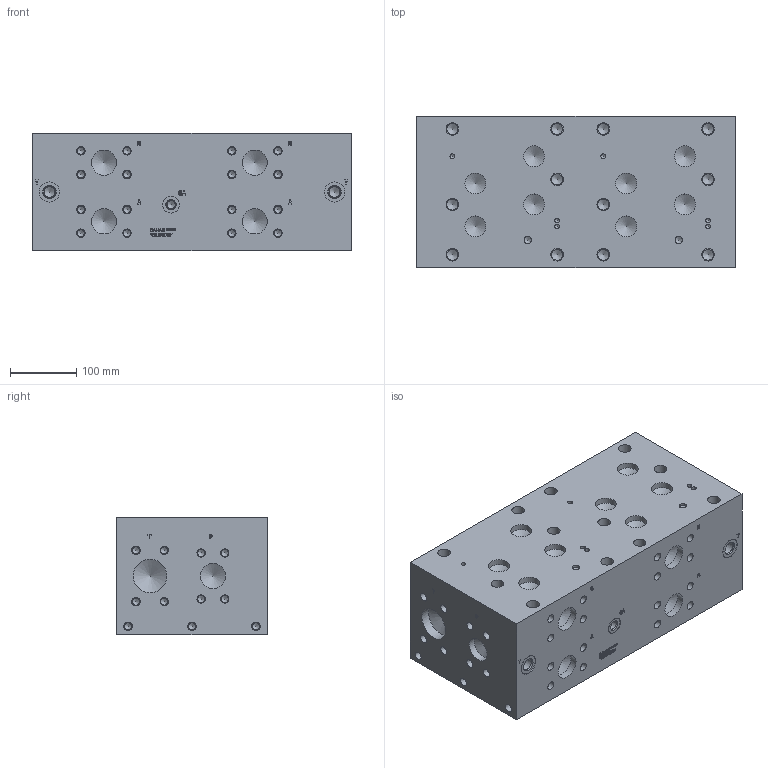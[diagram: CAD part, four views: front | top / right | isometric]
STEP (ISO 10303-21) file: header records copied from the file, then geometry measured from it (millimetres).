
FILE_DESCRIPTION(/* description */ (''),/* implementation_level */ '2;1');
FILE_NAME(/* name */ '_D10P029F.stp',/* time_stamp */ '2020-04-27T09:57:08-04:00',/* author */ ('alexanderw'),/* organization */ (''),/* preprocessor_version */ 'ST-DEVELOPER v17',/* originating_system */ 'Autodesk Inventor 2019',/* authorisation */ '');
FILE_SCHEMA (('AUTOMOTIVE_DESIGN { 1 0 10303 214 3 1 1 }'));
Length unit declared in the file: millimetre
Products named in the file (1): Part_DD10P029F_3D
Bounding box: 482.6 x 228.6 x 177.8 mm (x, y, z)
Volume: 19021792.1 mm3; surface area: 585269.3 mm2
Topology: 1 solids, 1 shells, 764 faces, 2107 edges, 1448 vertices
Faces by surface type: plane 402, cylinder 139, bspline 137, cone 86
Full cylindrical faces by diameter (mm): 7.137 x6, 10.719 x38, 11.1 x2, 12.294 x1, 12.7 x38, 12.9 x1, 14.275 x1, 14.529 x1, 15.875 x2, 16.662 x12, 17.501 x2, 19.05 x14, 19.253 x2, 25.019 x1, 30.632 x2, 31.75 x8, 38.1 x6, 50.8 x2
Entity records: 25411 total; most frequent: CARTESIAN_POINT 6024, ORIENTED_EDGE 4060, DIRECTION 3515, EDGE_CURVE 2030, VERTEX_POINT 1448, LINE 1253, VECTOR 1253, AXIS2_PLACEMENT_3D 1131
